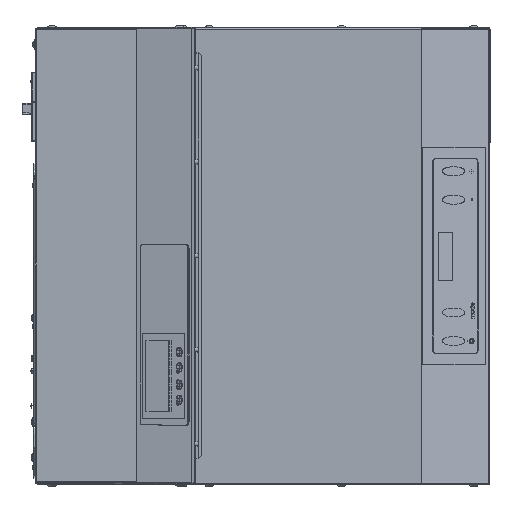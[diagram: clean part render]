
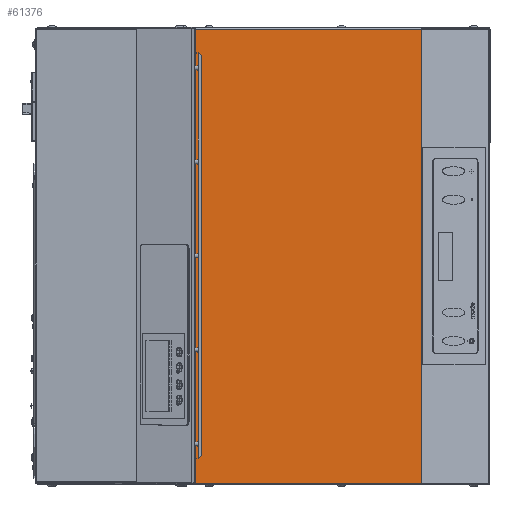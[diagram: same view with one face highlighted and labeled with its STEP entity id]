
A CAD part, top view. The second image highlights one B-rep face of the part: STEP entity #61376.
In plain terms, the highlighted planar face has unit normal (0, 0, 1).
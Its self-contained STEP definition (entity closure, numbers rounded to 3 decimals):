
#1125 = ORIENTED_EDGE ( 'NONE', *, *, #35743, .T. ) ;
#1996 = LINE ( 'NONE', #71363, #72838 ) ;
#4359 = EDGE_LOOP ( 'NONE', ( #4505, #9694, #1125, #46391 ) ) ;
#4505 = ORIENTED_EDGE ( 'NONE', *, *, #70971, .T. ) ;
#9694 = ORIENTED_EDGE ( 'NONE', *, *, #9840, .T. ) ;
#9840 = EDGE_CURVE ( 'NONE', #79798, #11076, #71158, .T. ) ;
#11076 = VERTEX_POINT ( 'NONE', #40750 ) ;
#16151 = VERTEX_POINT ( 'NONE', #57749 ) ;
#16260 = PLANE ( 'NONE',  #22565 ) ;
#22565 = AXIS2_PLACEMENT_3D ( 'NONE', #36727, #78064, #37015 ) ;
#26354 = VERTEX_POINT ( 'NONE', #67587 ) ;
#28806 = DIRECTION ( 'NONE',  ( 0., -1., 0. ) ) ;
#29010 = CARTESIAN_POINT ( 'NONE',  ( 12.162, -3.202, 3.642 ) ) ;
#29449 = DIRECTION ( 'NONE',  ( 1., 0., 0. ) ) ;
#32043 = VECTOR ( 'NONE', #29449, 39.37 ) ;
#35743 = EDGE_CURVE ( 'NONE', #11076, #16151, #68514, .T. ) ;
#36727 = CARTESIAN_POINT ( 'NONE',  ( 4.624, -3.192, 3.642 ) ) ;
#37015 = DIRECTION ( 'NONE',  ( -1., 0., 0. ) ) ;
#40750 = CARTESIAN_POINT ( 'NONE',  ( 4.634, -18.301, 3.642 ) ) ;
#43060 = FACE_OUTER_BOUND ( 'NONE', #4359, .T. ) ;
#46391 = ORIENTED_EDGE ( 'NONE', *, *, #70486, .T. ) ;
#50973 = DIRECTION ( 'NONE',  ( 0., 1., 0. ) ) ;
#57258 = VECTOR ( 'NONE', #28806, 39.37 ) ;
#57749 = CARTESIAN_POINT ( 'NONE',  ( 12.162, -18.301, 3.642 ) ) ;
#59778 = CARTESIAN_POINT ( 'NONE',  ( 4.634, -3.202, 3.642 ) ) ;
#60987 = VECTOR ( 'NONE', #76985, 39.37 ) ;
#61376 = ADVANCED_FACE ( 'NONE', ( #43060 ), #16260, .F. ) ;
#67587 = CARTESIAN_POINT ( 'NONE',  ( 12.162, -3.202, 3.642 ) ) ;
#68514 = LINE ( 'NONE', #70496, #32043 ) ;
#69881 = CARTESIAN_POINT ( 'NONE',  ( 4.634, -3.192, 3.642 ) ) ;
#70486 = EDGE_CURVE ( 'NONE', #16151, #26354, #1996, .T. ) ;
#70496 = CARTESIAN_POINT ( 'NONE',  ( 4.634, -18.301, 3.642 ) ) ;
#70971 = EDGE_CURVE ( 'NONE', #26354, #79798, #87810, .T. ) ;
#71158 = LINE ( 'NONE', #69881, #57258 ) ;
#71363 = CARTESIAN_POINT ( 'NONE',  ( 12.162, -18.311, 3.642 ) ) ;
#72838 = VECTOR ( 'NONE', #50973, 39.37 ) ;
#76985 = DIRECTION ( 'NONE',  ( -1., 0., 0. ) ) ;
#78064 = DIRECTION ( 'NONE',  ( 0., 0., -1. ) ) ;
#79798 = VERTEX_POINT ( 'NONE', #59778 ) ;
#87810 = LINE ( 'NONE', #29010, #60987 ) ;
